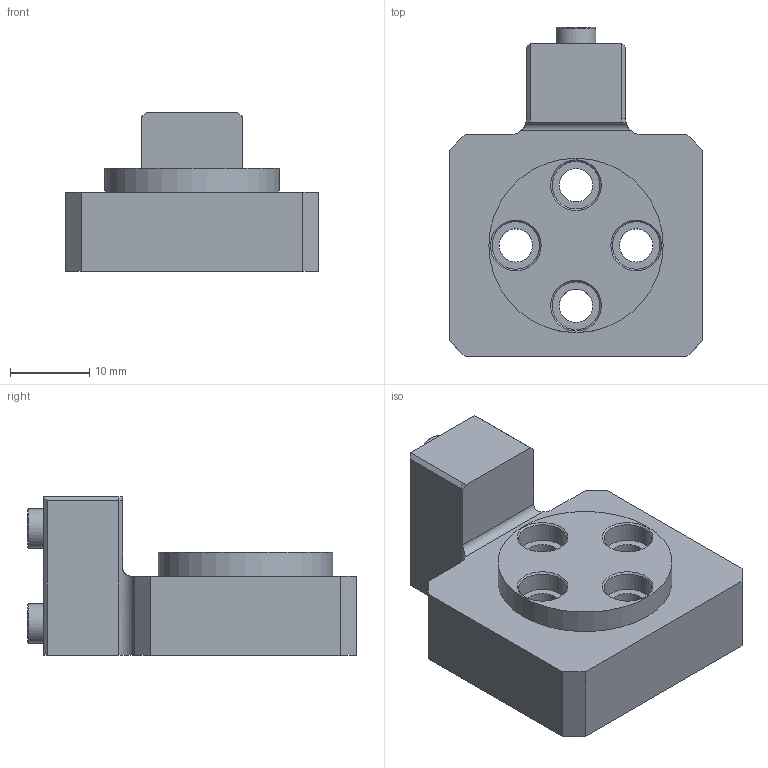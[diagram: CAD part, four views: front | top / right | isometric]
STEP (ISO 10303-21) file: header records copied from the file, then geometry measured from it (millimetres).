
FILE_DESCRIPTION(/* description */ ('ASSIEME GRIFFA PER GSO-64'),/* implementation_level */ '2;1');
FILE_NAME(/* name */ 'TY-LL-64.stp',/* time_stamp */ '2019-11-19T11:27:19+01:00',/* author */ ('e.orio2'),/* organization */ ('TERMOMACCHINE s.r.l.'),/* preprocessor_version */ 'ST-DEVELOPER v17',/* originating_system */ 'Autodesk Inventor 2019',/* authorisation */ '');
FILE_SCHEMA (('AUTOMOTIVE_DESIGN { 1 0 10303 214 3 1 1 }'));
Length unit declared in the file: millimetre
Products named in the file (3): TY-LL-64; TY-LL-64_1; BOCCOLA 5H7L4.4
Assembly tree (3 placements, depth 2):
  TY-LL-64
    TY-LL-64_1
    BOCCOLA 5H7L4.4  x2
Bounding box: 32 x 41.5 x 20 mm (x, y, z)
Volume: 11071.5 mm3; surface area: 5359.6 mm2
Topology: 3 solids, 3 shells, 77 faces, 174 edges, 114 vertices
Faces by surface type: plane 35, cylinder 24, cone 18
Full cylindrical faces by diameter (mm): 2.459 x2, 3.2 x2, 4.2 x4, 5 x4, 6 x4, 8 x4, 22 x1
Entity records: 2156 total; most frequent: DIRECTION 376, CARTESIAN_POINT 374, ORIENTED_EDGE 316, EDGE_CURVE 158, AXIS2_PLACEMENT_3D 146, VERTEX_POINT 106, EDGE_LOOP 92, LINE 84
